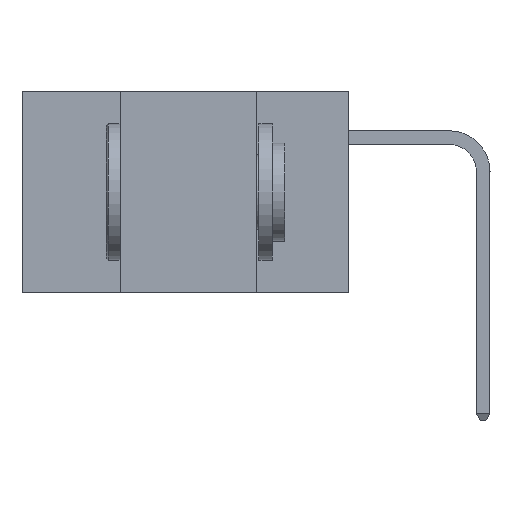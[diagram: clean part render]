
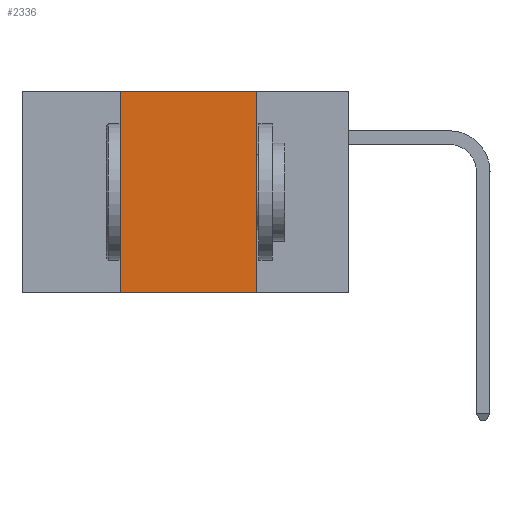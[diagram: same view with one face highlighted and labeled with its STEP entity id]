
A CAD part, left-side view. The second image highlights one B-rep face of the part: STEP entity #2336.
In plain terms, the highlighted planar face has unit normal (-1, 0, 0).
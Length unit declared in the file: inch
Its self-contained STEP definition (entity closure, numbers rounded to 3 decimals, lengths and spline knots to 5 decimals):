
#140 = CARTESIAN_POINT ( 'NONE',  ( 0., 0.6, -0.37 ) ) ;
#456 = EDGE_CURVE ( 'NONE', #7768, #2013, #1862, .T. ) ;
#731 = PLANE ( 'NONE',  #9025 ) ;
#943 = VERTEX_POINT ( 'NONE', #2832 ) ;
#1487 = LINE ( 'NONE', #3774, #6362 ) ;
#1862 = LINE ( 'NONE', #3418, #7261 ) ;
#2013 = VERTEX_POINT ( 'NONE', #2782 ) ;
#2336 = ADVANCED_FACE ( 'NONE', ( #11606 ), #731, .F. ) ;
#2690 = CARTESIAN_POINT ( 'NONE',  ( 0., 0.42, 0. ) ) ;
#2782 = CARTESIAN_POINT ( 'NONE',  ( 0., 0.17, 0. ) ) ;
#2787 = LINE ( 'NONE', #2690, #5036 ) ;
#2832 = CARTESIAN_POINT ( 'NONE',  ( 0., 0.17, -0.37 ) ) ;
#3418 = CARTESIAN_POINT ( 'NONE',  ( 0., 0.6, 0. ) ) ;
#3456 = DIRECTION ( 'NONE',  ( 0., -1., 0. ) ) ;
#3675 = DIRECTION ( 'NONE',  ( 0., 0., 1. ) ) ;
#3774 = CARTESIAN_POINT ( 'NONE',  ( 0., 0.17, 0. ) ) ;
#4203 = ORIENTED_EDGE ( 'NONE', *, *, #456, .F. ) ;
#4269 = ORIENTED_EDGE ( 'NONE', *, *, #11830, .T. ) ;
#4460 = CARTESIAN_POINT ( 'NONE',  ( 0., 0.42, 0. ) ) ;
#5036 = VECTOR ( 'NONE', #3675, 39.37008 ) ;
#5328 = ORIENTED_EDGE ( 'NONE', *, *, #9690, .F. ) ;
#5596 = ORIENTED_EDGE ( 'NONE', *, *, #9100, .F. ) ;
#5657 = CARTESIAN_POINT ( 'NONE',  ( 0., 0.6, 0. ) ) ;
#6286 = VECTOR ( 'NONE', #8779, 39.37008 ) ;
#6362 = VECTOR ( 'NONE', #7497, 39.37008 ) ;
#6779 = CARTESIAN_POINT ( 'NONE',  ( 0., 0.42, -0.37 ) ) ;
#7260 = DIRECTION ( 'NONE',  ( 0., 0., -1. ) ) ;
#7261 = VECTOR ( 'NONE', #3456, 39.37008 ) ;
#7497 = DIRECTION ( 'NONE',  ( 0., 0., -1. ) ) ;
#7768 = VERTEX_POINT ( 'NONE', #4460 ) ;
#8653 = LINE ( 'NONE', #140, #6286 ) ;
#8779 = DIRECTION ( 'NONE',  ( 0., -1., 0. ) ) ;
#9025 = AXIS2_PLACEMENT_3D ( 'NONE', #5657, #10836, #7260 ) ;
#9100 = EDGE_CURVE ( 'NONE', #2013, #943, #1487, .T. ) ;
#9690 = EDGE_CURVE ( 'NONE', #10504, #7768, #2787, .T. ) ;
#10504 = VERTEX_POINT ( 'NONE', #6779 ) ;
#10635 = EDGE_LOOP ( 'NONE', ( #5596, #4203, #5328, #4269 ) ) ;
#10836 = DIRECTION ( 'NONE',  ( 1., 0., 0. ) ) ;
#11606 = FACE_OUTER_BOUND ( 'NONE', #10635, .T. ) ;
#11830 = EDGE_CURVE ( 'NONE', #10504, #943, #8653, .T. ) ;
